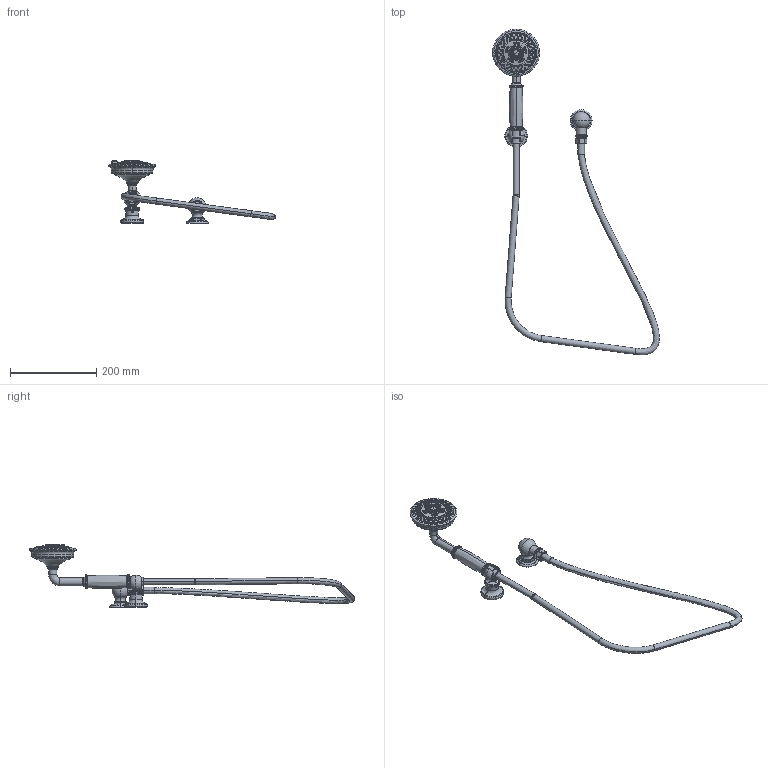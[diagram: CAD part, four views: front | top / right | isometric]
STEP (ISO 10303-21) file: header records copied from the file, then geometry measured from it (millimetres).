
FILE_DESCRIPTION((''),'2;1');
FILE_NAME('280G','2020-12-10T16:52:37',('jinson.thomas'),(''),'CREO PARAMETRIC BY PTC INC, 2018400','CREO PARAMETRIC BY PTC INC, 2018400','');
FILE_SCHEMA(('CONFIG_CONTROL_DESIGN'));
Products named in the file (1): 280G
Bounding box: 387.14 x 755.78 x 146.21 mm (x, y, z)
Volume: 678377.9 mm3; surface area: 138172.8 mm2
Topology: 2 solids, 2 shells, 1308 faces, 2836 edges, 1695 vertices
Faces by surface type: torus 382, cone 313, cylinder 269, plane 162, bspline 114, sphere 66, revolution 2
Entity records: 54289 total; most frequent: CARTESIAN_POINT 26337, DIRECTION 6004, ORIENTED_EDGE 5654, EDGE_CURVE 2827, AXIS2_PLACEMENT_3D 2679, VERTEX_POINT 1695, EDGE_LOOP 1490, CIRCLE 1487
